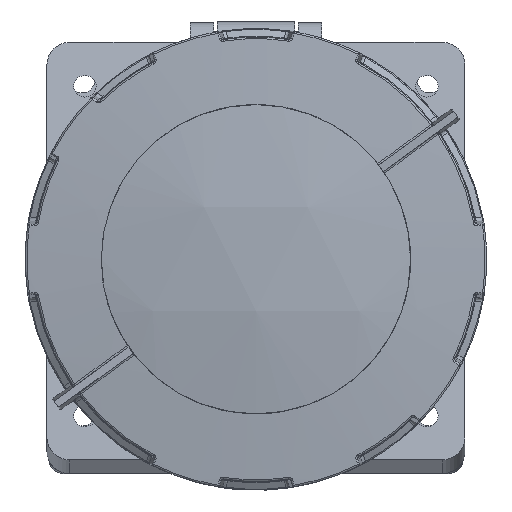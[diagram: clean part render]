
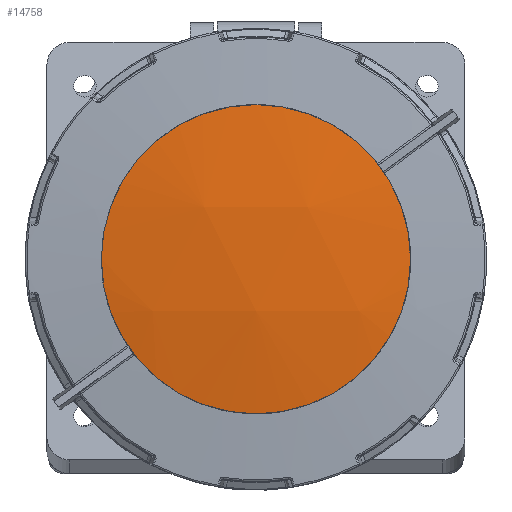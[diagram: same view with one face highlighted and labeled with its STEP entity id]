
A CAD part, top view. The second image highlights one B-rep face of the part: STEP entity #14758.
In plain terms, the highlighted spherical face has radius 238.391 mm.
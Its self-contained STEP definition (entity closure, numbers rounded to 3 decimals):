
#3243 = DIRECTION ( 'NONE',  ( -1., 0., 0. ) ) ;
#6186 = DIRECTION ( 'NONE',  ( -1., 0., 0. ) ) ;
#7787 = CIRCLE ( 'NONE', #14759, 40.7 ) ;
#9989 = VERTEX_POINT ( 'NONE', #15570 ) ;
#10574 = EDGE_LOOP ( 'NONE', ( #19218 ) ) ;
#11911 = FACE_OUTER_BOUND ( 'NONE', #10574, .T. ) ;
#12256 = DIRECTION ( 'NONE',  ( 0., 1., 0. ) ) ;
#13922 = SPHERICAL_SURFACE ( 'NONE', #23391, 238.391 ) ;
#14758 = ADVANCED_FACE ( 'NONE', ( #11911 ), #13922, .T. ) ;
#14759 = AXIS2_PLACEMENT_3D ( 'NONE', #20260, #19893, #3243 ) ;
#15570 = CARTESIAN_POINT ( 'NONE',  ( -40.7, 0., 29.5 ) ) ;
#19218 = ORIENTED_EDGE ( 'NONE', *, *, #23532, .F. ) ;
#19893 = DIRECTION ( 'NONE',  ( 0., 0., -1. ) ) ;
#20260 = CARTESIAN_POINT ( 'NONE',  ( 0., 0., 29.5 ) ) ;
#21256 = CARTESIAN_POINT ( 'NONE',  ( 0., 0., -205.391 ) ) ;
#23391 = AXIS2_PLACEMENT_3D ( 'NONE', #21256, #12256, #6186 ) ;
#23532 = EDGE_CURVE ( 'NONE', #9989, #9989, #7787, .T. ) ;
